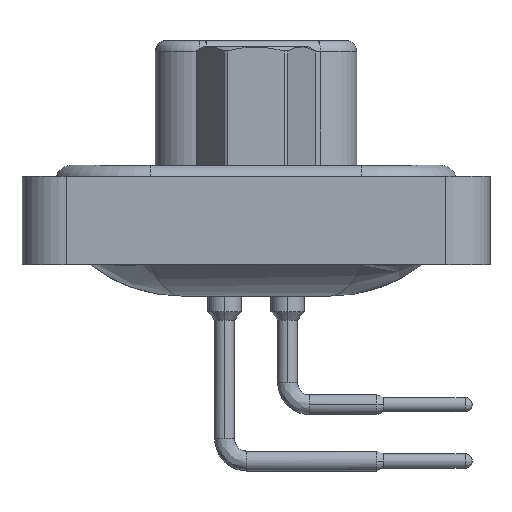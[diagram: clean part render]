
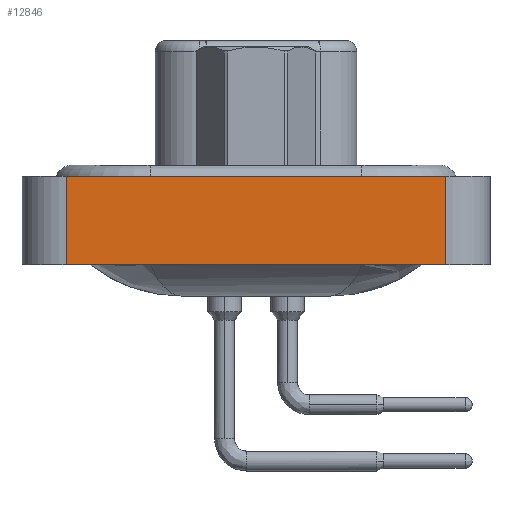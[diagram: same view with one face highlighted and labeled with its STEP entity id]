
A CAD part, left-side view. The second image highlights one B-rep face of the part: STEP entity #12846.
In plain terms, the highlighted planar face has unit normal (-1, 0, 0).
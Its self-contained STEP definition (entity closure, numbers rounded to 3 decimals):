
#53 = LINE ( 'NONE', #1474, #22817 ) ;
#747 = FACE_OUTER_BOUND ( 'NONE', #12873, .T. ) ;
#1096 = VECTOR ( 'NONE', #24219, 1000. ) ;
#1474 = CARTESIAN_POINT ( 'NONE',  ( -7.285, 8.55, -3.6 ) ) ;
#2389 = ORIENTED_EDGE ( 'NONE', *, *, #27394, .T. ) ;
#3600 = DIRECTION ( 'NONE',  ( 0., 0., 1. ) ) ;
#5380 = DIRECTION ( 'NONE',  ( 0., 0., 1. ) ) ;
#5672 = VECTOR ( 'NONE', #17711, 1000. ) ;
#6626 = CARTESIAN_POINT ( 'NONE',  ( -7.285, -8.55, 0.4 ) ) ;
#6875 = CARTESIAN_POINT ( 'NONE',  ( -7.285, 8.55, -3.6 ) ) ;
#8115 = DIRECTION ( 'NONE',  ( 0., 0., 1. ) ) ;
#8754 = CARTESIAN_POINT ( 'NONE',  ( -7.285, -8.55, -3.6 ) ) ;
#9177 = VERTEX_POINT ( 'NONE', #6875 ) ;
#10241 = LINE ( 'NONE', #18610, #25057 ) ;
#11544 = LINE ( 'NONE', #6626, #5672 ) ;
#12378 = CARTESIAN_POINT ( 'NONE',  ( -7.285, -8.55, -3.6 ) ) ;
#12682 = ORIENTED_EDGE ( 'NONE', *, *, #12904, .F. ) ;
#12846 = ADVANCED_FACE ( 'NONE', ( #747 ), #23380, .T. ) ;
#12873 = EDGE_LOOP ( 'NONE', ( #2389, #25697, #12682, #16413 ) ) ;
#12904 = EDGE_CURVE ( 'NONE', #9177, #25036, #53, .T. ) ;
#13120 = EDGE_CURVE ( 'NONE', #9177, #20343, #17955, .T. ) ;
#14673 = VERTEX_POINT ( 'NONE', #25745 ) ;
#15639 = EDGE_CURVE ( 'NONE', #25036, #14673, #11544, .T. ) ;
#16413 = ORIENTED_EDGE ( 'NONE', *, *, #13120, .T. ) ;
#16553 = CARTESIAN_POINT ( 'NONE',  ( -7.285, -8.55, -3.6 ) ) ;
#16799 = DIRECTION ( 'NONE',  ( -1., 0., 0. ) ) ;
#17711 = DIRECTION ( 'NONE',  ( 0., -1., 0. ) ) ;
#17955 = LINE ( 'NONE', #8754, #1096 ) ;
#18610 = CARTESIAN_POINT ( 'NONE',  ( -7.285, -8.55, -3.6 ) ) ;
#19806 = CARTESIAN_POINT ( 'NONE',  ( -7.285, 8.55, 0.4 ) ) ;
#20343 = VERTEX_POINT ( 'NONE', #16553 ) ;
#20507 = AXIS2_PLACEMENT_3D ( 'NONE', #12378, #16799, #3600 ) ;
#22817 = VECTOR ( 'NONE', #8115, 1000. ) ;
#23380 = PLANE ( 'NONE',  #20507 ) ;
#24219 = DIRECTION ( 'NONE',  ( 0., -1., 0. ) ) ;
#25036 = VERTEX_POINT ( 'NONE', #19806 ) ;
#25057 = VECTOR ( 'NONE', #5380, 1000. ) ;
#25697 = ORIENTED_EDGE ( 'NONE', *, *, #15639, .F. ) ;
#25745 = CARTESIAN_POINT ( 'NONE',  ( -7.285, -8.55, 0.4 ) ) ;
#27394 = EDGE_CURVE ( 'NONE', #20343, #14673, #10241, .T. ) ;
